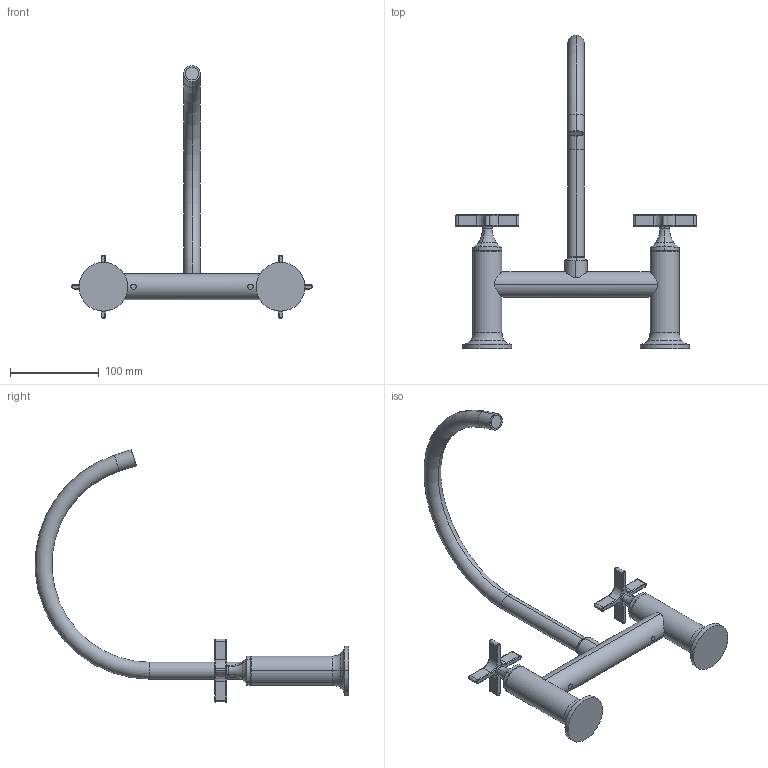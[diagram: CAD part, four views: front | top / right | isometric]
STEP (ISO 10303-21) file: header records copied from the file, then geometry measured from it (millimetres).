
FILE_DESCRIPTION (( 'STEP AP214' ), '1' );
FILE_NAME ('19825809.STEP', '2023-03-20T14:21:37', ( '' ), ( '' ), 'SwSTEP 2.0', 'SolidWorks 2020', '' );
FILE_SCHEMA (( 'AUTOMOTIVE_DESIGN' ));
Length unit declared in the file: millimetre
Products named in the file (10): 19825809; Planungsmodell_Koerper-+-09.19.80.051.90-1; Planungsmodell_Aufnahme-+-09.12.12.230.90-1; Planungsmodell_Huelse-+-09.19.80.061.90-1; Planungsmodell_Griff-+-09.20.80.036.21-1; Planungsmodell_Koerper-+-09.19.80.064.90-1; Planungsmodell_Ring-+-09.28.10.166.90-1; Planungsmodell_Rohr_gerade-+-28.568.780-10_ _K403_D29x3; Planungsmodell_Auslauf-+-09.28.22.396.90-1; SPT-ST-+-19.815.809-1_PDB_19815809-00
Assembly tree (13 placements, depth 3):
  19825809
    SPT-ST-+-19.815.809-1_PDB_19815809-00
      Planungsmodell_Koerper-+-09.19.80.051.90-1  x2
      Planungsmodell_Ring-+-09.28.10.166.90-1
      Planungsmodell_Koerper-+-09.19.80.064.90-1
    Planungsmodell_Griff-+-09.20.80.036.21-1  x2
    Planungsmodell_Huelse-+-09.19.80.061.90-1
    Planungsmodell_Auslauf-+-09.28.22.396.90-1
    Planungsmodell_Aufnahme-+-09.12.12.230.90-1  x2
    Planungsmodell_Rohr_gerade-+-28.568.780-10_ _K403_D29x3  x2
Bounding box: 271.29 x 353.35 x 284.93 mm (x, y, z)
Volume: 563374.4 mm3; surface area: 151329 mm2
Topology: 13 solids, 13 shells, 231 faces, 482 edges, 284 vertices
Faces by surface type: torus 86, cylinder 58, plane 41, bspline 22, cone 20, sphere 4
Entity records: 6657 total; most frequent: CARTESIAN_POINT 2850, DIRECTION 742, ORIENTED_EDGE 580, AXIS2_PLACEMENT_3D 339, EDGE_CURVE 290, CIRCLE 194, VERTEX_POINT 172, EDGE_LOOP 150
